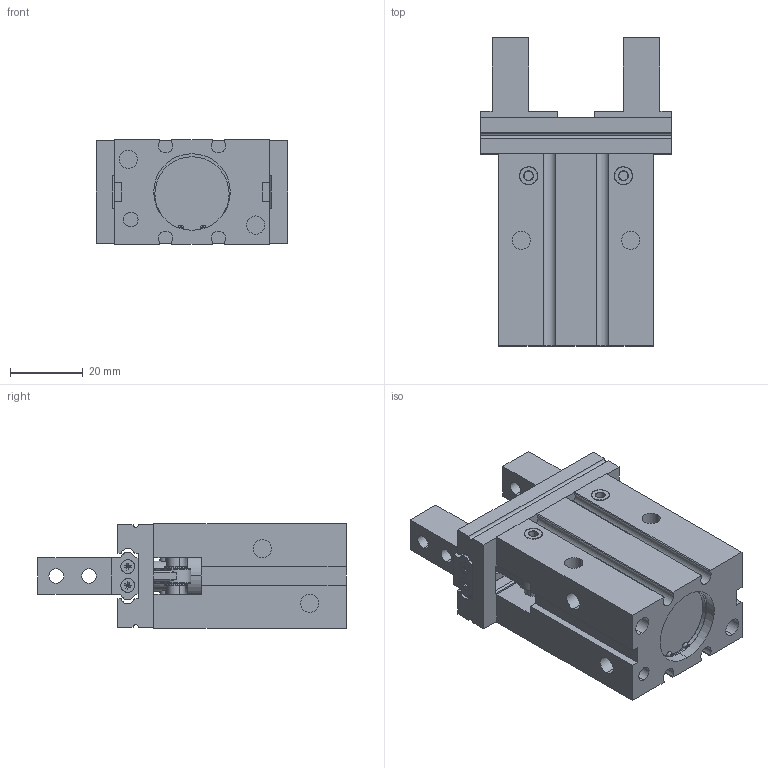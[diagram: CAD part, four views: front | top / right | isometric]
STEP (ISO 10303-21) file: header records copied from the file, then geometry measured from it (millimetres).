
FILE_DESCRIPTION (( 'STEP AP214' ), '1' );
FILE_NAME ('Gripper stp.STEP', '2012-08-21T17:04:01', ( '' ), ( '' ), 'SwSTEP 2.0', 'SolidWorks 2010', '' );
FILE_SCHEMA (( 'AUTOMOTIVE_DESIGN' ));
Length unit declared in the file: millimetre
Products named in the file (17): Socket Head Cap Screw_ISO_ISO 4762 M2.5 x 16 --- 16N; Gripper stp; mile shaft; Gripp body; hand guide; gripper hand; u ring; ring 1; piston bumper; snap ring; piston magnet; U piston seal; o ring; end cover; Countersunk Flat Head Cross Recess Screw_ISO_ISO 7046-1 - M2 x 4 - Z --- 4N; lever; lever 2
Assembly tree (27 placements, depth 2):
  Gripper stp
    Socket Head Cap Screw_ISO_ISO 4762 M2.5 x 16 --- 16N  x4
    u ring
    o ring
    Countersunk Flat Head Cross Recess Screw_ISO_ISO 7046-1 - M2 x 4 - Z --- 4N  x8
    U piston seal
    piston bumper
    hand guide
    piston magnet
    Gripp body
    lever
    gripper hand  x2
    lever 2
    end cover
    ring 1
    snap ring
    mile shaft
Bounding box: 52.5 x 84.53 x 28.6 mm (x, y, z)
Volume: 64718.6 mm3; surface area: 37356.6 mm2
Topology: 27 solids, 27 shells, 1195 faces, 2765 edges, 1680 vertices
Faces by surface type: plane 479, cylinder 431, torus 149, cone 130, sphere 4, bspline 2
Entity records: 23071 total; most frequent: CARTESIAN_POINT 4227, DIRECTION 4210, ORIENTED_EDGE 3520, EDGE_CURVE 1760, AXIS2_PLACEMENT_3D 1719, VERTEX_POINT 1094, CIRCLE 929, EDGE_LOOP 870
